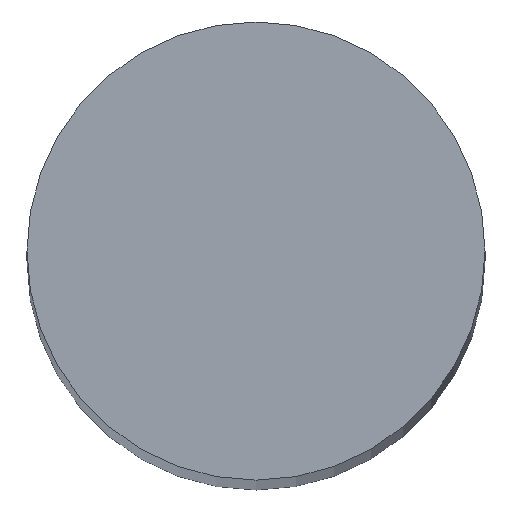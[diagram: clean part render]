
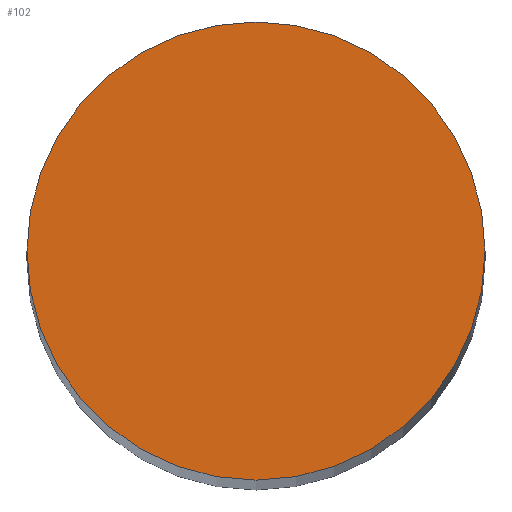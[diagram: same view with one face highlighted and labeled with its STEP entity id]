
A CAD part, top view. The second image highlights one B-rep face of the part: STEP entity #102.
In plain terms, the highlighted planar face has unit normal (0, 0, 1).
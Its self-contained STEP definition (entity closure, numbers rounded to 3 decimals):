
#83=ORIENTED_EDGE('',*,*,#85,.F.);
#85=EDGE_CURVE('',#87,#87,#89,.T.);
#87=VERTEX_POINT('',#193);
#89=CIRCLE('',#119,4.866);
#93=EDGE_LOOP('',(#83));
#97=FACE_BOUND('',#93,.T.);
#99=PLANE('',#120);
#102=ADVANCED_FACE('',(#97),#99,.T.);
#119=AXIS2_PLACEMENT_3D('',#192,#147,#148);
#120=AXIS2_PLACEMENT_3D('',#194,#149,#150);
#147=DIRECTION('',(0.,0.,-1.));
#148=DIRECTION('',(-1.,0.,0.));
#149=DIRECTION('',(0.,0.,1.));
#150=DIRECTION('',(1.,0.,0.));
#192=CARTESIAN_POINT('',(0.,0.,0.));
#193=CARTESIAN_POINT('',(-4.866,0.,0.));
#194=CARTESIAN_POINT('',(4.866,0.,0.));
